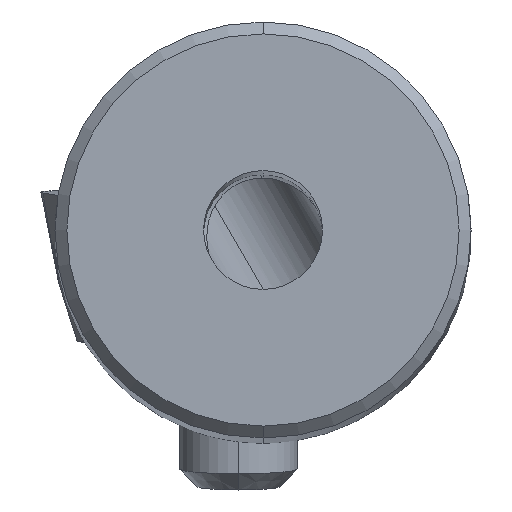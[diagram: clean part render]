
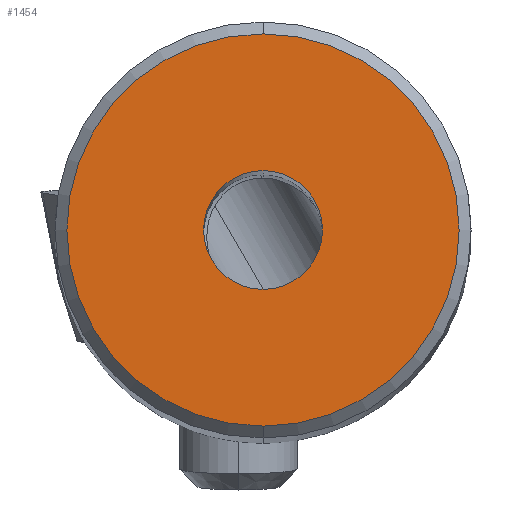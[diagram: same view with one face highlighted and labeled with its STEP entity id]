
A CAD part, top view. The second image highlights one B-rep face of the part: STEP entity #1454.
In plain terms, the highlighted planar face has unit normal (0, 0, 1).
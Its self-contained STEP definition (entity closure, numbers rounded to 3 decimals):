
#628=EDGE_CURVE('NONE',#1206,#1326,#1637,.T.);
#670=EDGE_CURVE('NONE',#968,#872,#1680,.T.);
#684=EDGE_CURVE('NONE',#1326,#1206,#1695,.T.);
#872=VERTEX_POINT('NONE',#1900);
#968=VERTEX_POINT('NONE',#2013);
#1206=VERTEX_POINT('NONE',#2277);
#1326=VERTEX_POINT('NONE',#2410);
#1378=EDGE_CURVE('NONE',#872,#968,#2464,.T.);
#1454=ADVANCED_FACE('NONE',(#2549,#2550),#2551,.F.);
#1637=CIRCLE('',#2816,3.3);
#1680=CIRCLE('',#2890,1.0);
#1695=CIRCLE('',#2910,3.3);
#1900=CARTESIAN_POINT('',(0.,-1.,34.753));
#2013=CARTESIAN_POINT('',(0.0,1.0,34.753));
#2277=CARTESIAN_POINT('',(0.,-3.3,34.753));
#2410=CARTESIAN_POINT('',(0.0,3.3,34.753));
#2464=CIRCLE('',#4132,1.0);
#2549=FACE_OUTER_BOUND('',#4283,.T.);
#2550=FACE_BOUND('',#4284,.T.);
#2551=PLANE('',#4285);
#2816=AXIS2_PLACEMENT_3D('',#4509,#4510,#4511);
#2890=AXIS2_PLACEMENT_3D('',#4542,#4543,#4544);
#2910=AXIS2_PLACEMENT_3D('',#4555,#4556,#4557);
#4132=AXIS2_PLACEMENT_3D('',#5496,#5497,#5498);
#4283=EDGE_LOOP('',(#5596,#5597));
#4284=EDGE_LOOP('',(#5598,#5599));
#4285=AXIS2_PLACEMENT_3D('',#5600,#5601,#5602);
#4509=CARTESIAN_POINT('',(0.0,0.,34.753));
#4510=DIRECTION('',(0.0,0.,1.0));
#4511=DIRECTION('',(0.0,1.0,0.));
#4542=CARTESIAN_POINT('',(0.0,0.,34.753));
#4543=DIRECTION('',(0.0,0.,1.0));
#4544=DIRECTION('',(0.0,1.0,0.));
#4555=CARTESIAN_POINT('',(0.0,0.,34.753));
#4556=DIRECTION('',(0.0,0.,1.0));
#4557=DIRECTION('',(0.0,1.0,0.));
#5496=CARTESIAN_POINT('',(0.0,0.,34.753));
#5497=DIRECTION('',(0.0,0.,1.0));
#5498=DIRECTION('',(0.0,1.0,0.));
#5596=ORIENTED_EDGE('',*,*,#684,.T.);
#5597=ORIENTED_EDGE('',*,*,#628,.T.);
#5598=ORIENTED_EDGE('',*,*,#670,.F.);
#5599=ORIENTED_EDGE('',*,*,#1378,.F.);
#5600=CARTESIAN_POINT('',(0.0,0.,34.753));
#5601=DIRECTION('',(0.0,0.,-1.0));
#5602=DIRECTION('',(0.0,1.0,0.));
